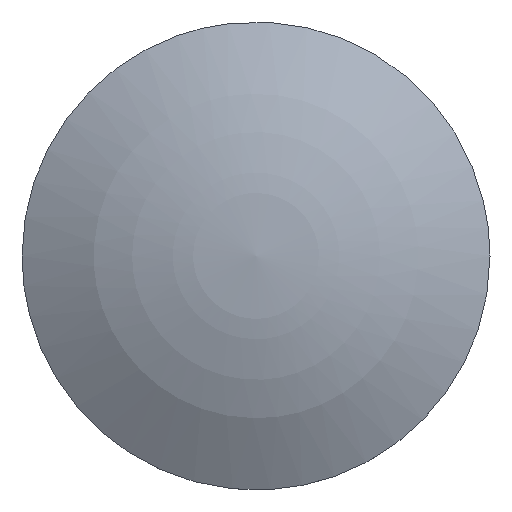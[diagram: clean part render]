
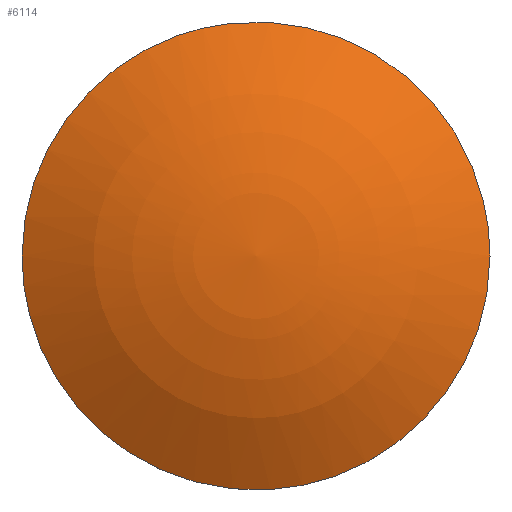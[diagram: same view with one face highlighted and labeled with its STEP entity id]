
A CAD part, top view. The second image highlights one B-rep face of the part: STEP entity #6114.
In plain terms, the highlighted free-form (B-spline) face has degree [2, 2] with [4, 4] control points.
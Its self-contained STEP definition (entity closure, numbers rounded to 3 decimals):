
#440=CARTESIAN_POINT('',(-0.708,5.958,-1.7));
#441=VERTEX_POINT('',#440);
#447=CARTESIAN_POINT('',(6.,0.0,-1.7));
#448=VERTEX_POINT('',#447);
#449=CARTESIAN_POINT('',(-0.708,5.958,-1.7));
#450=CARTESIAN_POINT('',(-0.355,6.0,-1.7));
#451=CARTESIAN_POINT('',(0.,6.0,-1.7));
#452=CARTESIAN_POINT('',(6.,6.0,-1.7));
#453=CARTESIAN_POINT('',(6.,0.0,-1.7));
#461=(BOUNDED_CURVE()B_SPLINE_CURVE(2,(#449,#450,#451,#452,#453),.UNSPECIFIED.,.F.,.U.)B_SPLINE_CURVE_WITH_KNOTS((3,2,3),(0.23,0.25,0.5),.UNSPECIFIED.)CURVE()GEOMETRIC_REPRESENTATION_ITEM()RATIONAL_B_SPLINE_CURVE((0.956,0.976,1.0,0.707,1.0))REPRESENTATION_ITEM(''));
#462=EDGE_CURVE('',#441,#448,#461,.T.);
#464=CARTESIAN_POINT('',(0.366,-5.989,-1.7));
#465=VERTEX_POINT('',#464);
#466=CARTESIAN_POINT('',(6.,0.0,-1.7));
#467=CARTESIAN_POINT('',(6.,-5.644,-1.7));
#468=CARTESIAN_POINT('',(0.366,-5.989,-1.7));
#476=(BOUNDED_CURVE()B_SPLINE_CURVE(2,(#466,#467,#468),.UNSPECIFIED.,.F.,.U.)B_SPLINE_CURVE_WITH_KNOTS((3,3),(0.5,0.739),.UNSPECIFIED.)CURVE()GEOMETRIC_REPRESENTATION_ITEM()RATIONAL_B_SPLINE_CURVE((1.0,0.72,0.976))REPRESENTATION_ITEM(''));
#477=EDGE_CURVE('',#448,#465,#476,.T.);
#551=CARTESIAN_POINT('',(-6.,0.0,-1.7));
#552=VERTEX_POINT('',#551);
#553=CARTESIAN_POINT('',(0.366,-5.989,-1.7));
#554=CARTESIAN_POINT('',(0.183,-6.0,-1.7));
#555=CARTESIAN_POINT('',(0.,-6.0,-1.7));
#556=CARTESIAN_POINT('',(-6.,-6.0,-1.7));
#557=CARTESIAN_POINT('',(-6.,0.0,-1.7));
#565=(BOUNDED_CURVE()B_SPLINE_CURVE(2,(#553,#554,#555,#556,#557),.UNSPECIFIED.,.F.,.U.)B_SPLINE_CURVE_WITH_KNOTS((3,2,3),(0.739,0.75,1.0),.UNSPECIFIED.)CURVE()GEOMETRIC_REPRESENTATION_ITEM()RATIONAL_B_SPLINE_CURVE((0.976,0.988,1.0,0.707,1.0))REPRESENTATION_ITEM(''));
#566=EDGE_CURVE('',#465,#552,#565,.T.);
#568=CARTESIAN_POINT('',(-6.,0.0,-1.7));
#569=CARTESIAN_POINT('',(-6.,5.329,-1.7));
#570=CARTESIAN_POINT('',(-0.708,5.958,-1.7));
#578=(BOUNDED_CURVE()B_SPLINE_CURVE(2,(#568,#569,#570),.UNSPECIFIED.,.F.,.U.)B_SPLINE_CURVE_WITH_KNOTS((3,3),(0.0,0.23),.UNSPECIFIED.)CURVE()GEOMETRIC_REPRESENTATION_ITEM()RATIONAL_B_SPLINE_CURVE((1.0,0.731,0.956))REPRESENTATION_ITEM(''));
#579=EDGE_CURVE('',#552,#441,#578,.T.);
#6084=CARTESIAN_POINT('',(-5.97,-5.97,-3.721));
#6085=CARTESIAN_POINT('',(-3.249,-6.498,-2.025));
#6086=CARTESIAN_POINT('',(3.249,-6.498,-2.025));
#6087=CARTESIAN_POINT('',(5.97,-5.97,-3.721));
#6088=CARTESIAN_POINT('',(-6.498,-3.249,-2.025));
#6089=CARTESIAN_POINT('',(-3.565,-3.565,0.));
#6090=CARTESIAN_POINT('',(3.565,-3.565,0.));
#6091=CARTESIAN_POINT('',(6.498,-3.249,-2.025));
#6092=CARTESIAN_POINT('',(-6.498,3.249,-2.025));
#6093=CARTESIAN_POINT('',(-3.565,3.565,0.));
#6094=CARTESIAN_POINT('',(3.565,3.565,0.));
#6095=CARTESIAN_POINT('',(6.498,3.249,-2.025));
#6096=CARTESIAN_POINT('',(-5.97,5.97,-3.721));
#6097=CARTESIAN_POINT('',(-3.249,6.498,-2.025));
#6098=CARTESIAN_POINT('',(3.249,6.498,-2.025));
#6099=CARTESIAN_POINT('',(5.97,5.97,-3.721));
#6107=(BOUNDED_SURFACE()B_SPLINE_SURFACE(2,2,((#6084,#6088,#6092,#6096),(#6085,#6089,#6093,#6097),(#6086,#6090,#6094,#6098),(#6087,#6091,#6095,#6099)),.UNSPECIFIED.,.F.,.F.,.U.)B_SPLINE_SURFACE_WITH_KNOTS((3,1,3),(3,1,3),(1.175,7.856,14.536),(1.175,7.856,14.536),.UNSPECIFIED.)GEOMETRIC_REPRESENTATION_ITEM()RATIONAL_B_SPLINE_SURFACE(((1.194,1.097,1.097,1.194),(1.097,1.0,1.0,1.097),(1.097,1.0,1.0,1.097),(1.194,1.097,1.097,1.194)))REPRESENTATION_ITEM('')SURFACE());
#6108=ORIENTED_EDGE('',*,*,#566,.F.);
#6109=ORIENTED_EDGE('',*,*,#477,.F.);
#6110=ORIENTED_EDGE('',*,*,#462,.F.);
#6111=ORIENTED_EDGE('',*,*,#579,.F.);
#6112=EDGE_LOOP('',(#6108,#6109,#6110,#6111));
#6113=FACE_OUTER_BOUND('',#6112,.T.);
#6114=ADVANCED_FACE('',(#6113),#6107,.T.);
